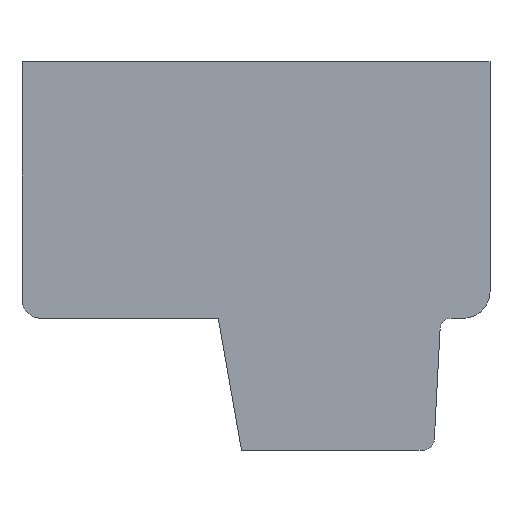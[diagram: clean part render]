
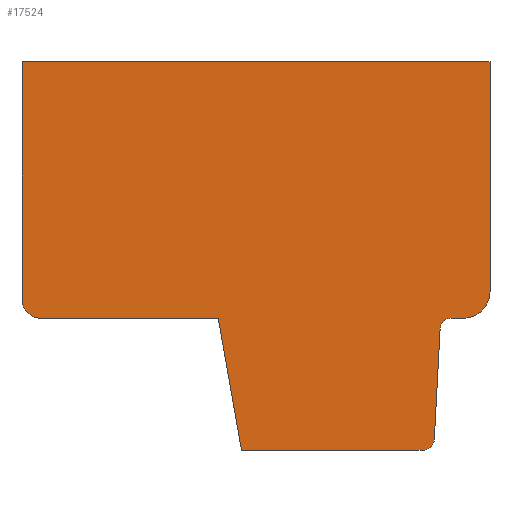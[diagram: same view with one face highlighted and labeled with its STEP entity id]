
A CAD part, front view. The second image highlights one B-rep face of the part: STEP entity #17524.
In plain terms, the highlighted planar face has unit normal (0, -1, 0).
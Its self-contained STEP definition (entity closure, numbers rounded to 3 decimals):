
#1=DIRECTION('',(0.,0.,1.));
#2=VECTOR('',#1,6.3);
#3=CARTESIAN_POINT('',(-6.2,0.,-1.15));
#4=LINE('',#3,#2);
#5=DIRECTION('',(1.,0.,0.));
#6=VECTOR('',#5,12.4);
#7=CARTESIAN_POINT('',(-6.2,0.,5.15));
#8=LINE('',#7,#6);
#9=DIRECTION('',(0.,0.,-1.));
#10=VECTOR('',#9,6.1);
#11=CARTESIAN_POINT('',(6.2,0.,5.15));
#12=LINE('',#11,#10);
#13=CARTESIAN_POINT('',(5.5,0.,-0.95));
#14=DIRECTION('',(0.,1.,0.));
#15=DIRECTION('',(1.,0.,0.));
#16=AXIS2_PLACEMENT_3D('',#13,#14,#15);
#18=DIRECTION('',(-1.,0.,0.));
#19=VECTOR('',#18,0.323);
#20=CARTESIAN_POINT('',(5.5,0.,-1.65));
#21=LINE('',#20,#19);
#22=CARTESIAN_POINT('',(5.177,0.,-1.95));
#23=DIRECTION('',(0.,-1.,0.));
#24=DIRECTION('',(0.,0.,1.));
#25=AXIS2_PLACEMENT_3D('',#22,#23,#24);
#27=DIRECTION('',(-0.052,0.,-0.999));
#28=VECTOR('',#27,2.904);
#29=CARTESIAN_POINT('',(4.877,0.,-1.95));
#30=LINE('',#29,#28);
#31=CARTESIAN_POINT('',(4.425,0.,-4.85));
#32=DIRECTION('',(0.,1.,0.));
#33=DIRECTION('',(1.,0.,0.));
#34=AXIS2_PLACEMENT_3D('',#31,#32,#33);
#36=DIRECTION('',(-1.,0.,0.));
#37=VECTOR('',#36,4.808);
#38=CARTESIAN_POINT('',(4.425,0.,-5.15));
#39=LINE('',#38,#37);
#40=DIRECTION('',(-0.174,0.,0.985));
#41=VECTOR('',#40,3.554);
#42=CARTESIAN_POINT('',(-0.383,0.,-5.15));
#43=LINE('',#42,#41);
#44=DIRECTION('',(-1.,0.,0.));
#45=VECTOR('',#44,4.7);
#46=CARTESIAN_POINT('',(-1.,0.,-1.65));
#47=LINE('',#46,#45);
#48=CARTESIAN_POINT('',(-5.7,0.,-1.15));
#49=DIRECTION('',(0.,1.,0.));
#50=DIRECTION('',(0.,0.,-1.));
#51=AXIS2_PLACEMENT_3D('',#48,#49,#50);
#13309=CARTESIAN_POINT('',(-6.2,0.,-1.15));
#13310=CARTESIAN_POINT('',(-6.2,0.,5.15));
#13311=VERTEX_POINT('',#13309);
#13312=VERTEX_POINT('',#13310);
#13313=CARTESIAN_POINT('',(6.2,0.,5.15));
#13314=VERTEX_POINT('',#13313);
#13315=CARTESIAN_POINT('',(6.2,0.,-0.95));
#13316=VERTEX_POINT('',#13315);
#13317=CARTESIAN_POINT('',(5.5,0.,-1.65));
#13318=VERTEX_POINT('',#13317);
#13319=CARTESIAN_POINT('',(5.177,0.,-1.65));
#13320=VERTEX_POINT('',#13319);
#13321=CARTESIAN_POINT('',(4.877,0.,-1.95));
#13322=VERTEX_POINT('',#13321);
#13323=CARTESIAN_POINT('',(4.725,0.,-4.85));
#13324=VERTEX_POINT('',#13323);
#13325=CARTESIAN_POINT('',(4.425,0.,-5.15));
#13326=VERTEX_POINT('',#13325);
#13327=CARTESIAN_POINT('',(-0.383,0.,-5.15));
#13328=VERTEX_POINT('',#13327);
#13329=CARTESIAN_POINT('',(-1.,0.,-1.65));
#13330=VERTEX_POINT('',#13329);
#13331=CARTESIAN_POINT('',(-5.7,0.,-1.65));
#13332=VERTEX_POINT('',#13331);
#17493=CARTESIAN_POINT('',(0.,0.,0.));
#17494=DIRECTION('',(0.,1.,0.));
#17495=DIRECTION('',(1.,0.,0.));
#17496=AXIS2_PLACEMENT_3D('',#17493,#17494,#17495);
#17497=PLANE('',#17496);
#17499=ORIENTED_EDGE('',*,*,#17498,.T.);
#17501=ORIENTED_EDGE('',*,*,#17500,.T.);
#17503=ORIENTED_EDGE('',*,*,#17502,.T.);
#17505=ORIENTED_EDGE('',*,*,#17504,.T.);
#17507=ORIENTED_EDGE('',*,*,#17506,.T.);
#17509=ORIENTED_EDGE('',*,*,#17508,.T.);
#17511=ORIENTED_EDGE('',*,*,#17510,.T.);
#17513=ORIENTED_EDGE('',*,*,#17512,.T.);
#17515=ORIENTED_EDGE('',*,*,#17514,.T.);
#17517=ORIENTED_EDGE('',*,*,#17516,.T.);
#17519=ORIENTED_EDGE('',*,*,#17518,.T.);
#17521=ORIENTED_EDGE('',*,*,#17520,.T.);
#17522=EDGE_LOOP('',(#17499,#17501,#17503,#17505,#17507,#17509,#17511,#17513,
#17515,#17517,#17519,#17521));
#17523=FACE_OUTER_BOUND('',#17522,.F.);
#17524=ADVANCED_FACE('',(#17523),#17497,.F.);
#17=CIRCLE('',#16,0.7);
#26=CIRCLE('',#25,0.3);
#35=CIRCLE('',#34,0.3);
#52=CIRCLE('',#51,0.5);
#17498=EDGE_CURVE('',#13311,#13312,#4,.T.);
#17500=EDGE_CURVE('',#13312,#13314,#8,.T.);
#17502=EDGE_CURVE('',#13314,#13316,#12,.T.);
#17504=EDGE_CURVE('',#13316,#13318,#17,.T.);
#17506=EDGE_CURVE('',#13318,#13320,#21,.T.);
#17508=EDGE_CURVE('',#13320,#13322,#26,.T.);
#17510=EDGE_CURVE('',#13322,#13324,#30,.T.);
#17512=EDGE_CURVE('',#13324,#13326,#35,.T.);
#17514=EDGE_CURVE('',#13326,#13328,#39,.T.);
#17516=EDGE_CURVE('',#13328,#13330,#43,.T.);
#17518=EDGE_CURVE('',#13330,#13332,#47,.T.);
#17520=EDGE_CURVE('',#13332,#13311,#52,.T.);
